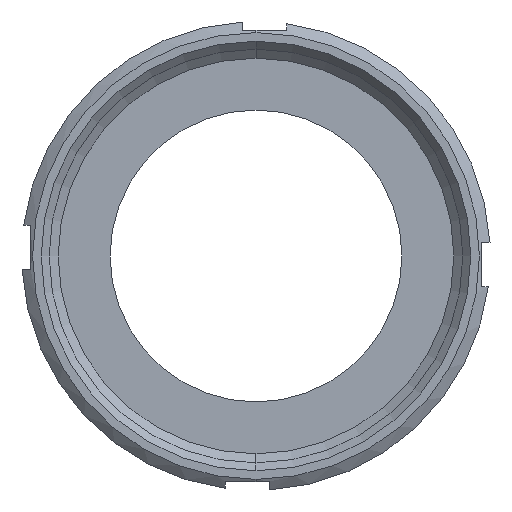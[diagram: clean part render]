
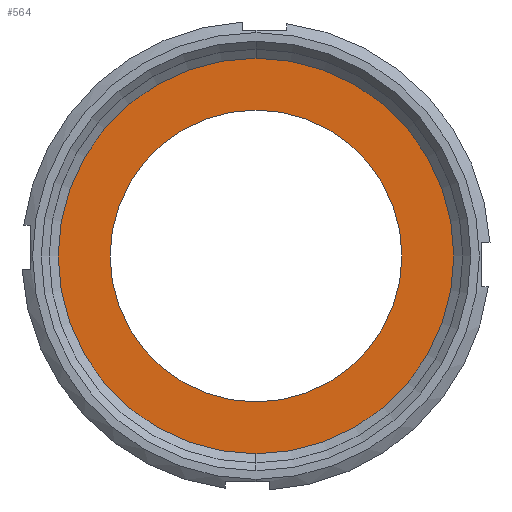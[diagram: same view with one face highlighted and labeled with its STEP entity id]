
A CAD part, left-side view. The second image highlights one B-rep face of the part: STEP entity #564.
In plain terms, the highlighted planar face has unit normal (-1, 0, 0).
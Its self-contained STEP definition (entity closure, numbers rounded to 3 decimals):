
#9 = EDGE_CURVE ( 'NONE', #20, #679, #1056, .T. ) ;
#20 = VERTEX_POINT ( 'NONE', #418 ) ;
#61 = VERTEX_POINT ( 'NONE', #117 ) ;
#70 = EDGE_LOOP ( 'NONE', ( #536, #484 ) ) ;
#75 = DIRECTION ( 'NONE',  ( 0., 0., 1. ) ) ;
#117 = CARTESIAN_POINT ( 'NONE',  ( 12.371, 0., -35.928 ) ) ;
#128 = EDGE_CURVE ( 'NONE', #822, #61, #623, .T. ) ;
#178 = CARTESIAN_POINT ( 'NONE',  ( 12.371, 35.928, 0. ) ) ;
#237 = EDGE_CURVE ( 'NONE', #61, #822, #381, .T. ) ;
#244 = CARTESIAN_POINT ( 'NONE',  ( 12.371, 0., 35.928 ) ) ;
#255 = DIRECTION ( 'NONE',  ( -1., 0., 0. ) ) ;
#276 = PLANE ( 'NONE',  #523 ) ;
#312 = ORIENTED_EDGE ( 'NONE', *, *, #237, .T. ) ;
#354 = FACE_BOUND ( 'NONE', #70, .T. ) ;
#370 = DIRECTION ( 'NONE',  ( 1., 0., 0. ) ) ;
#381 = CIRCLE ( 'NONE', #430, 35.928 ) ;
#383 = AXIS2_PLACEMENT_3D ( 'NONE', #980, #870, #716 ) ;
#418 = CARTESIAN_POINT ( 'NONE',  ( 12.371, 0., -26.5 ) ) ;
#425 = CARTESIAN_POINT ( 'NONE',  ( 12.371, 0., 0. ) ) ;
#430 = AXIS2_PLACEMENT_3D ( 'NONE', #470, #575, #1088 ) ;
#470 = CARTESIAN_POINT ( 'NONE',  ( 12.371, 0., 0. ) ) ;
#484 = ORIENTED_EDGE ( 'NONE', *, *, #9, .F. ) ;
#516 = DIRECTION ( 'NONE',  ( 0., 0., 1. ) ) ;
#523 = AXIS2_PLACEMENT_3D ( 'NONE', #178, #370, #953 ) ;
#536 = ORIENTED_EDGE ( 'NONE', *, *, #896, .F. ) ;
#564 = ADVANCED_FACE ( 'NONE', ( #354, #603 ), #276, .F. ) ;
#575 = DIRECTION ( 'NONE',  ( -1., 0., 0. ) ) ;
#603 = FACE_OUTER_BOUND ( 'NONE', #605, .T. ) ;
#605 = EDGE_LOOP ( 'NONE', ( #1010, #312 ) ) ;
#607 = AXIS2_PLACEMENT_3D ( 'NONE', #425, #255, #516 ) ;
#623 = CIRCLE ( 'NONE', #383, 35.928 ) ;
#644 = AXIS2_PLACEMENT_3D ( 'NONE', #664, #1033, #75 ) ;
#664 = CARTESIAN_POINT ( 'NONE',  ( 12.371, 0., 0. ) ) ;
#679 = VERTEX_POINT ( 'NONE', #907 ) ;
#716 = DIRECTION ( 'NONE',  ( 0., 0., 1. ) ) ;
#805 = CIRCLE ( 'NONE', #607, 26.5 ) ;
#822 = VERTEX_POINT ( 'NONE', #244 ) ;
#870 = DIRECTION ( 'NONE',  ( -1., 0., 0. ) ) ;
#896 = EDGE_CURVE ( 'NONE', #679, #20, #805, .T. ) ;
#907 = CARTESIAN_POINT ( 'NONE',  ( 12.371, 0., 26.5 ) ) ;
#953 = DIRECTION ( 'NONE',  ( 0., 0., -1. ) ) ;
#980 = CARTESIAN_POINT ( 'NONE',  ( 12.371, 0., 0. ) ) ;
#1010 = ORIENTED_EDGE ( 'NONE', *, *, #128, .T. ) ;
#1033 = DIRECTION ( 'NONE',  ( -1., 0., 0. ) ) ;
#1056 = CIRCLE ( 'NONE', #644, 26.5 ) ;
#1088 = DIRECTION ( 'NONE',  ( 0., 0., 1. ) ) ;
